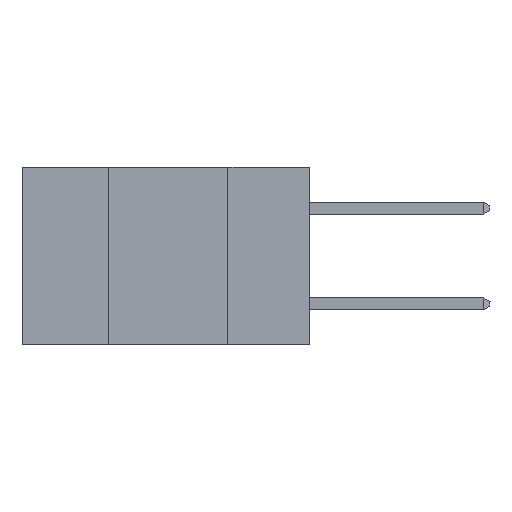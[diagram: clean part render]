
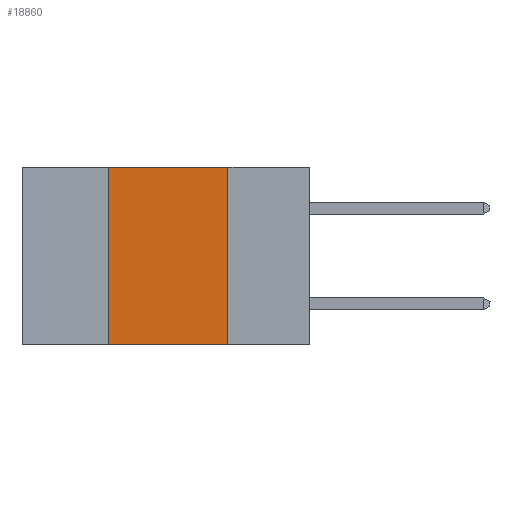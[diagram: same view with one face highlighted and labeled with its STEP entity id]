
A CAD part, left-side view. The second image highlights one B-rep face of the part: STEP entity #18860.
In plain terms, the highlighted planar face has unit normal (-1, 0, 0).
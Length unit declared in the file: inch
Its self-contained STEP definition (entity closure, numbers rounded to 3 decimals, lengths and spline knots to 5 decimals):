
#282 = CARTESIAN_POINT ( 'NONE',  ( 0., 0.6, 0. ) ) ;
#1101 = CARTESIAN_POINT ( 'NONE',  ( 0., 0.17, 0. ) ) ;
#1216 = VECTOR ( 'NONE', #3707, 39.37008 ) ;
#2153 = CARTESIAN_POINT ( 'NONE',  ( 0., 0.42, 0. ) ) ;
#3183 = VERTEX_POINT ( 'NONE', #10035 ) ;
#3376 = AXIS2_PLACEMENT_3D ( 'NONE', #282, #15266, #15451 ) ;
#3707 = DIRECTION ( 'NONE',  ( 0., 0., 1. ) ) ;
#4310 = EDGE_CURVE ( 'NONE', #9145, #19517, #9724, .T. ) ;
#5088 = EDGE_CURVE ( 'NONE', #25305, #9145, #19174, .T. ) ;
#5247 = DIRECTION ( 'NONE',  ( 0., -1., 0. ) ) ;
#5299 = EDGE_CURVE ( 'NONE', #25305, #3183, #7332, .T. ) ;
#5783 = CARTESIAN_POINT ( 'NONE',  ( 0., 0.6, 0. ) ) ;
#6515 = VECTOR ( 'NONE', #22447, 39.37008 ) ;
#6699 = VECTOR ( 'NONE', #25342, 39.37008 ) ;
#7241 = CARTESIAN_POINT ( 'NONE',  ( 0., 0.6, -0.37 ) ) ;
#7332 = LINE ( 'NONE', #7241, #14105 ) ;
#8973 = EDGE_LOOP ( 'NONE', ( #11056, #21014, #17630, #18983 ) ) ;
#9145 = VERTEX_POINT ( 'NONE', #2153 ) ;
#9724 = LINE ( 'NONE', #5783, #6699 ) ;
#10035 = CARTESIAN_POINT ( 'NONE',  ( 0., 0.17, -0.37 ) ) ;
#11056 = ORIENTED_EDGE ( 'NONE', *, *, #12427, .F. ) ;
#12427 = EDGE_CURVE ( 'NONE', #19517, #3183, #18337, .T. ) ;
#13951 = CARTESIAN_POINT ( 'NONE',  ( 0., 0.42, 0. ) ) ;
#14105 = VECTOR ( 'NONE', #5247, 39.37008 ) ;
#15266 = DIRECTION ( 'NONE',  ( 1., 0., 0. ) ) ;
#15451 = DIRECTION ( 'NONE',  ( 0., 0., -1. ) ) ;
#16839 = CARTESIAN_POINT ( 'NONE',  ( 0., 0.42, -0.37 ) ) ;
#17630 = ORIENTED_EDGE ( 'NONE', *, *, #5088, .F. ) ;
#18337 = LINE ( 'NONE', #20713, #6515 ) ;
#18860 = ADVANCED_FACE ( 'NONE', ( #19238 ), #19997, .F. ) ;
#18983 = ORIENTED_EDGE ( 'NONE', *, *, #5299, .T. ) ;
#19174 = LINE ( 'NONE', #13951, #1216 ) ;
#19238 = FACE_OUTER_BOUND ( 'NONE', #8973, .T. ) ;
#19517 = VERTEX_POINT ( 'NONE', #1101 ) ;
#19997 = PLANE ( 'NONE',  #3376 ) ;
#20713 = CARTESIAN_POINT ( 'NONE',  ( 0., 0.17, 0. ) ) ;
#21014 = ORIENTED_EDGE ( 'NONE', *, *, #4310, .F. ) ;
#22447 = DIRECTION ( 'NONE',  ( 0., 0., -1. ) ) ;
#25305 = VERTEX_POINT ( 'NONE', #16839 ) ;
#25342 = DIRECTION ( 'NONE',  ( 0., -1., 0. ) ) ;
